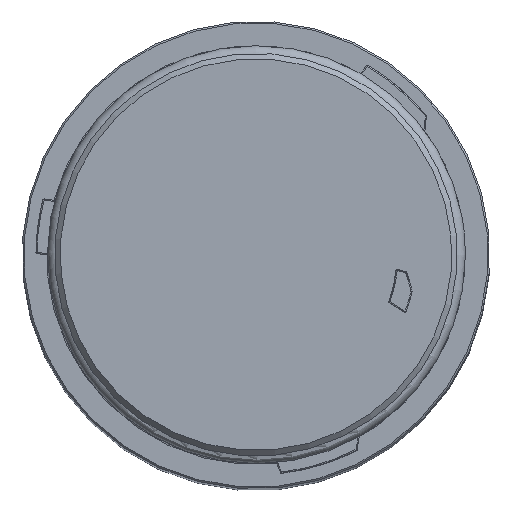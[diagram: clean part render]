
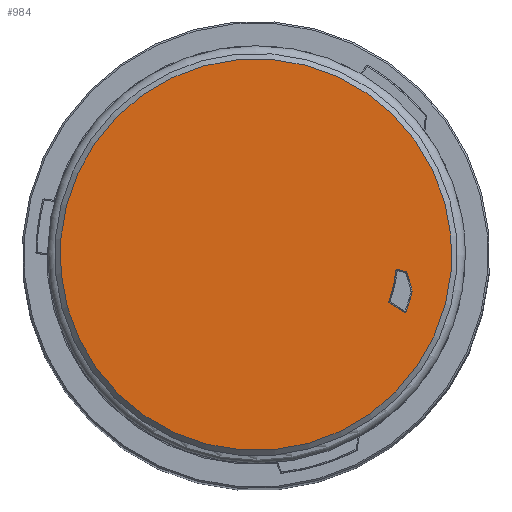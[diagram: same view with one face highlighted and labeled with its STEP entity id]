
A CAD part, top view. The second image highlights one B-rep face of the part: STEP entity #984.
In plain terms, the highlighted planar face has unit normal (0, 0, 1).
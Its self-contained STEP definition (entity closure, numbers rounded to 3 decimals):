
#463=PLANE('',#4431);
#597=LINE('',#7773,#731);
#600=LINE('',#7781,#734);
#601=LINE('',#7867,#735);
#731=VECTOR('',#5300,1.);
#734=VECTOR('',#5309,1.);
#735=VECTOR('',#5316,1.);
#799=ELLIPSE('',#4424,0.1,0.1);
#984=ADVANCED_FACE('',(#1401,#1402),#463,.T.);
#1257=B_SPLINE_CURVE_WITH_KNOTS('',3,(#7698,#7699,#7700,#7701,#7702,#7703,
#7704,#7705,#7706,#7707,#7708,#7709,#7710,#7711,#7712,#7713,#7714,#7715,
#7716),.UNSPECIFIED.,.F.,.F.,(4,3,3,3,3,3,4),(0.,0.192,0.384,
0.576,0.768,0.96,1.),.UNSPECIFIED.);
#1261=B_SPLINE_CURVE_WITH_KNOTS('',3,(#7752,#7753,#7754,#7755),.UNSPECIFIED.,
 .F.,.F.,(4,4),(0.,1.),.UNSPECIFIED.);
#1264=B_SPLINE_CURVE_WITH_KNOTS('',3,(#7788,#7789,#7790,#7791,#7792,#7793,
#7794,#7795,#7796,#7797,#7798,#7799,#7800,#7801,#7802,#7803),.UNSPECIFIED.,
 .F.,.F.,(4,3,3,3,3,4),(0.,0.199,0.398,0.597,
0.796,1.),.UNSPECIFIED.);
#1267=B_SPLINE_CURVE_WITH_KNOTS('',3,(#7837,#7838,#7839,#7840,#7841,#7842,
#7843,#7844,#7845,#7846,#7847,#7848,#7849),.UNSPECIFIED.,.F.,.F.,(4,3,3,
3,4),(0.,0.248,0.496,0.744,1.),.UNSPECIFIED.);
#1401=FACE_BOUND('',#1601,.T.);
#1402=FACE_BOUND('',#1602,.T.);
#1601=EDGE_LOOP('',(#2432));
#1602=EDGE_LOOP('',(#2433,#2434,#2435,#2436,#2437,#2438,#2439,#2440,#2441,
#2442));
#2432=ORIENTED_EDGE('',*,*,#3646,.T.);
#2433=ORIENTED_EDGE('',*,*,#3645,.F.);
#2434=ORIENTED_EDGE('',*,*,#3643,.T.);
#2435=ORIENTED_EDGE('',*,*,#3641,.F.);
#2436=ORIENTED_EDGE('',*,*,#3639,.T.);
#2437=ORIENTED_EDGE('',*,*,#3637,.F.);
#2438=ORIENTED_EDGE('',*,*,#3635,.T.);
#2439=ORIENTED_EDGE('',*,*,#3633,.T.);
#2440=ORIENTED_EDGE('',*,*,#3631,.T.);
#2441=ORIENTED_EDGE('',*,*,#3629,.T.);
#2442=ORIENTED_EDGE('',*,*,#3626,.T.);
#3124=VERTEX_POINT('',#7717);
#3125=VERTEX_POINT('',#7718);
#3126=VERTEX_POINT('',#7746);
#3127=VERTEX_POINT('',#7756);
#3128=VERTEX_POINT('',#7774);
#3129=VERTEX_POINT('',#7778);
#3130=VERTEX_POINT('',#7782);
#3131=VERTEX_POINT('',#7804);
#3132=VERTEX_POINT('',#7828);
#3133=VERTEX_POINT('',#7850);
#3134=VERTEX_POINT('',#7870);
#3626=EDGE_CURVE('',#3124,#3125,#1257,.T.);
#3629=EDGE_CURVE('',#3126,#3124,#4035,.T.);
#3631=EDGE_CURVE('',#3127,#3126,#1261,.T.);
#3633=EDGE_CURVE('',#3128,#3127,#597,.T.);
#3635=EDGE_CURVE('',#3129,#3128,#799,.T.);
#3637=EDGE_CURVE('',#3129,#3130,#600,.T.);
#3639=EDGE_CURVE('',#3131,#3130,#1264,.T.);
#3641=EDGE_CURVE('',#3131,#3132,#4036,.T.);
#3643=EDGE_CURVE('',#3133,#3132,#1267,.T.);
#3645=EDGE_CURVE('',#3133,#3125,#601,.T.);
#3646=EDGE_CURVE('',#3134,#3134,#4037,.T.);
#4035=CIRCLE('',#4421,14.599);
#4036=CIRCLE('',#4427,12.801);
#4037=CIRCLE('',#4430,17.8);
#4421=AXIS2_PLACEMENT_3D('',#7745,#5296,#5297);
#4424=AXIS2_PLACEMENT_3D('',#7777,#5304,#5305);
#4427=AXIS2_PLACEMENT_3D('',#7827,#5312,#5313);
#4430=AXIS2_PLACEMENT_3D('',#7869,#5319,#5320);
#4431=AXIS2_PLACEMENT_3D('',#7871,#5321,#5322);
#5296=DIRECTION('',(0.,0.,-1.));
#5297=DIRECTION('',(1.,0.,0.));
#5300=DIRECTION('',(0.296,-0.955,0.));
#5304=DIRECTION('',(0.,0.,-1.));
#5305=DIRECTION('',(0.684,0.729,0.));
#5309=DIRECTION('',(-0.972,0.234,0.));
#5312=DIRECTION('',(0.,0.,-1.));
#5313=DIRECTION('',(1.,0.,0.));
#5316=DIRECTION('',(0.852,-0.523,0.));
#5319=DIRECTION('',(0.,0.,1.));
#5320=DIRECTION('',(-0.58,0.815,0.));
#5321=DIRECTION('',(0.,0.,1.));
#5322=DIRECTION('',(-0.58,0.815,0.));
#7698=CARTESIAN_POINT('',(13.646,-5.189,32.25));
#7699=CARTESIAN_POINT('',(13.642,-5.199,32.25));
#7700=CARTESIAN_POINT('',(13.636,-5.209,32.25));
#7701=CARTESIAN_POINT('',(13.629,-5.218,32.25));
#7702=CARTESIAN_POINT('',(13.622,-5.226,32.25));
#7703=CARTESIAN_POINT('',(13.613,-5.234,32.25));
#7704=CARTESIAN_POINT('',(13.603,-5.24,32.25));
#7705=CARTESIAN_POINT('',(13.594,-5.245,32.25));
#7706=CARTESIAN_POINT('',(13.583,-5.249,32.25));
#7707=CARTESIAN_POINT('',(13.572,-5.251,32.25));
#7708=CARTESIAN_POINT('',(13.561,-5.254,32.25));
#7709=CARTESIAN_POINT('',(13.549,-5.254,32.25));
#7710=CARTESIAN_POINT('',(13.538,-5.252,32.25));
#7711=CARTESIAN_POINT('',(13.527,-5.251,32.25));
#7712=CARTESIAN_POINT('',(13.516,-5.247,32.25));
#7713=CARTESIAN_POINT('',(13.506,-5.242,32.25));
#7714=CARTESIAN_POINT('',(13.504,-5.241,32.25));
#7715=CARTESIAN_POINT('',(13.502,-5.24,32.25));
#7716=CARTESIAN_POINT('',(13.5,-5.239,32.25));
#7717=CARTESIAN_POINT('',(13.646,-5.189,32.25));
#7718=CARTESIAN_POINT('',(13.5,-5.239,32.25));
#7745=CARTESIAN_POINT('',(0.,0.,32.25));
#7746=CARTESIAN_POINT('',(14.159,-3.56,32.25));
#7752=CARTESIAN_POINT('',(14.144,-3.02,32.25));
#7753=CARTESIAN_POINT('',(14.198,-3.195,32.25));
#7754=CARTESIAN_POINT('',(14.203,-3.382,32.25));
#7755=CARTESIAN_POINT('',(14.159,-3.56,32.25));
#7756=CARTESIAN_POINT('',(14.144,-3.02,32.25));
#7773=CARTESIAN_POINT('',(14.046,-2.704,32.25));
#7774=CARTESIAN_POINT('',(13.705,-1.604,32.25));
#7777=CARTESIAN_POINT('',(13.609,-1.633,32.25));
#7778=CARTESIAN_POINT('',(13.633,-1.536,32.25));
#7781=CARTESIAN_POINT('',(13.483,-1.5,32.25));
#7782=CARTESIAN_POINT('',(12.844,-1.346,32.25));
#7788=CARTESIAN_POINT('',(12.721,-1.432,32.25));
#7789=CARTESIAN_POINT('',(12.722,-1.421,32.25));
#7790=CARTESIAN_POINT('',(12.725,-1.41,32.25));
#7791=CARTESIAN_POINT('',(12.73,-1.4,32.25));
#7792=CARTESIAN_POINT('',(12.735,-1.39,32.25));
#7793=CARTESIAN_POINT('',(12.742,-1.38,32.25));
#7794=CARTESIAN_POINT('',(12.749,-1.372,32.25));
#7795=CARTESIAN_POINT('',(12.757,-1.364,32.25));
#7796=CARTESIAN_POINT('',(12.767,-1.358,32.25));
#7797=CARTESIAN_POINT('',(12.777,-1.353,32.25));
#7798=CARTESIAN_POINT('',(12.787,-1.348,32.25));
#7799=CARTESIAN_POINT('',(12.798,-1.345,32.25));
#7800=CARTESIAN_POINT('',(12.809,-1.344,32.25));
#7801=CARTESIAN_POINT('',(12.821,-1.343,32.25));
#7802=CARTESIAN_POINT('',(12.832,-1.343,32.25));
#7803=CARTESIAN_POINT('',(12.844,-1.346,32.25));
#7804=CARTESIAN_POINT('',(12.721,-1.432,32.25));
#7827=CARTESIAN_POINT('',(0.,0.,32.25));
#7828=CARTESIAN_POINT('',(12.069,-4.267,32.25));
#7837=CARTESIAN_POINT('',(12.111,-4.386,32.25));
#7838=CARTESIAN_POINT('',(12.101,-4.38,32.25));
#7839=CARTESIAN_POINT('',(12.093,-4.372,32.25));
#7840=CARTESIAN_POINT('',(12.086,-4.364,32.25));
#7841=CARTESIAN_POINT('',(12.079,-4.355,32.25));
#7842=CARTESIAN_POINT('',(12.073,-4.345,32.25));
#7843=CARTESIAN_POINT('',(12.069,-4.334,32.25));
#7844=CARTESIAN_POINT('',(12.065,-4.324,32.25));
#7845=CARTESIAN_POINT('',(12.063,-4.312,32.25));
#7846=CARTESIAN_POINT('',(12.063,-4.301,32.25));
#7847=CARTESIAN_POINT('',(12.063,-4.29,32.25));
#7848=CARTESIAN_POINT('',(12.065,-4.278,32.25));
#7849=CARTESIAN_POINT('',(12.069,-4.267,32.25));
#7850=CARTESIAN_POINT('',(12.111,-4.386,32.25));
#7867=CARTESIAN_POINT('',(12.224,-4.455,32.25));
#7869=CARTESIAN_POINT('',(0.,0.,
32.25));
#7870=CARTESIAN_POINT('',(-10.325,14.499,32.25));
#7871=CARTESIAN_POINT('',(-14.906,-10.615,32.25));
